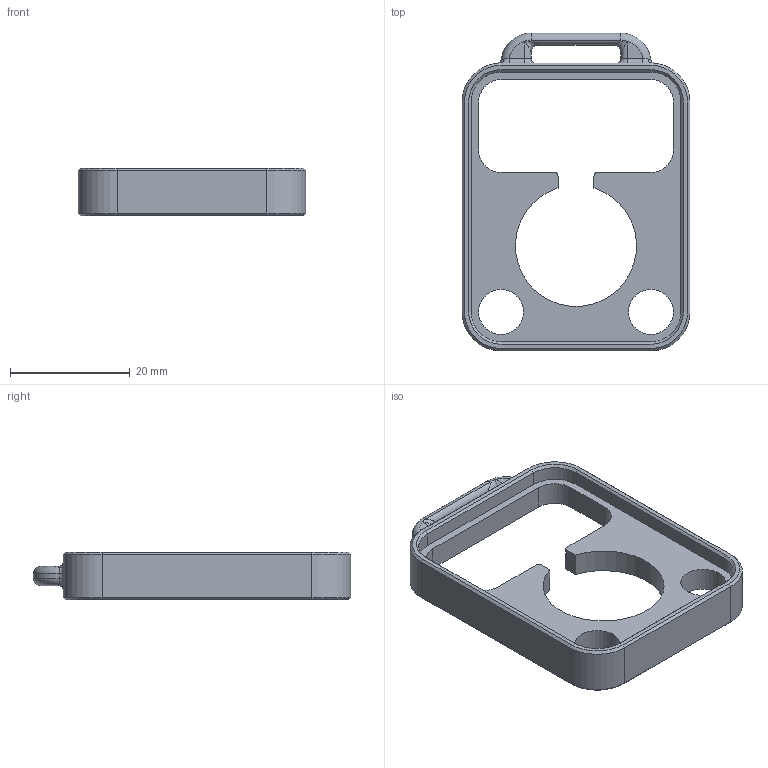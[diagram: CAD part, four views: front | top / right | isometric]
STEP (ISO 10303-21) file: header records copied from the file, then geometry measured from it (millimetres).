
FILE_DESCRIPTION(/* description */ (''),/* implementation_level */ '2;1');
FILE_NAME(/* name */ 'Case_Keychain_V3.step',/* time_stamp */ '2022-04-14T19:59:56+03:00',/* author */ (''),/* organization */ (''),/* preprocessor_version */ 'ST-DEVELOPER v18.1',/* originating_system */ 'Autodesk Translation Framework v10.13.0.1454',/* authorisation */ '');
FILE_SCHEMA (('AUTOMOTIVE_DESIGN { 1 0 10303 214 3 1 1 }'));
Length unit declared in the file: millimetre
Products named in the file (1): (Unsaved)
Bounding box: 38 x 53 x 8 mm (x, y, z)
Volume: 4575.5 mm3; surface area: 4476 mm2
Topology: 1 solids, 1 shells, 128 faces, 310 edges, 184 vertices
Faces by surface type: plane 47, cylinder 41, cone 16, bspline 12, torus 12
Full cylindrical faces by diameter (mm): 7.5 x2
Entity records: 4319 total; most frequent: CARTESIAN_POINT 1290, DIRECTION 634, ORIENTED_EDGE 620, EDGE_CURVE 310, AXIS2_PLACEMENT_3D 235, VERTEX_POINT 184, LINE 164, VECTOR 164
